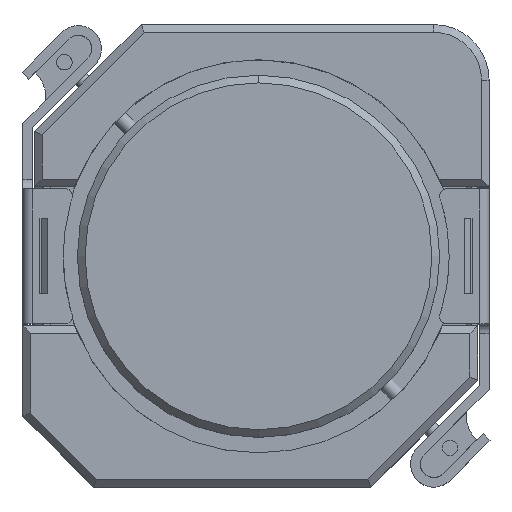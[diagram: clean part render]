
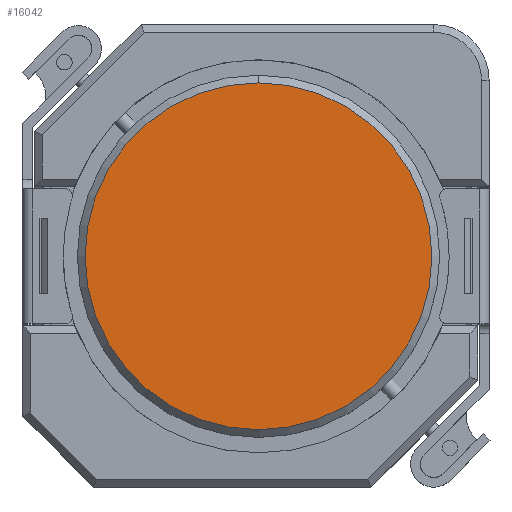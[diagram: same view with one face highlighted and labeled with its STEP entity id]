
A CAD part, top view. The second image highlights one B-rep face of the part: STEP entity #16042.
In plain terms, the highlighted planar face has unit normal (0, 0, 1).
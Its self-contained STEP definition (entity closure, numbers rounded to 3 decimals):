
#516 = AXIS2_PLACEMENT_3D ( 'NONE', #2163, #19520, #11574 ) ;
#1041 = DIRECTION ( 'NONE',  ( 0., 0., -1. ) ) ;
#1563 = AXIS2_PLACEMENT_3D ( 'NONE', #13267, #1041, #15152 ) ;
#2163 = CARTESIAN_POINT ( 'NONE',  ( 0., 0., 4.15 ) ) ;
#3021 = EDGE_CURVE ( 'NONE', #16387, #8428, #25274, .T. ) ;
#4366 = AXIS2_PLACEMENT_3D ( 'NONE', #17558, #6050, #15454 ) ;
#4377 = CARTESIAN_POINT ( 'NONE',  ( 0., -3.863, 4.15 ) ) ;
#6050 = DIRECTION ( 'NONE',  ( 0., 0., 1. ) ) ;
#7451 = PLANE ( 'NONE',  #1563 ) ;
#8428 = VERTEX_POINT ( 'NONE', #4377 ) ;
#11309 = ORIENTED_EDGE ( 'NONE', *, *, #3021, .T. ) ;
#11353 = FACE_OUTER_BOUND ( 'NONE', #15885, .T. ) ;
#11574 = DIRECTION ( 'NONE',  ( 0., 1., 0. ) ) ;
#13267 = CARTESIAN_POINT ( 'NONE',  ( 0., 3.863, 4.15 ) ) ;
#15152 = DIRECTION ( 'NONE',  ( 1., 0., 0. ) ) ;
#15454 = DIRECTION ( 'NONE',  ( 0., 1., 0. ) ) ;
#15885 = EDGE_LOOP ( 'NONE', ( #21514, #11309 ) ) ;
#16042 = ADVANCED_FACE ( 'NONE', ( #11353 ), #7451, .F. ) ;
#16387 = VERTEX_POINT ( 'NONE', #17835 ) ;
#17558 = CARTESIAN_POINT ( 'NONE',  ( 0., 0., 4.15 ) ) ;
#17835 = CARTESIAN_POINT ( 'NONE',  ( 0., 3.863, 4.15 ) ) ;
#19520 = DIRECTION ( 'NONE',  ( 0., 0., 1. ) ) ;
#21514 = ORIENTED_EDGE ( 'NONE', *, *, #25170, .T. ) ;
#23074 = CIRCLE ( 'NONE', #516, 3.863 ) ;
#25170 = EDGE_CURVE ( 'NONE', #8428, #16387, #23074, .T. ) ;
#25274 = CIRCLE ( 'NONE', #4366, 3.863 ) ;
